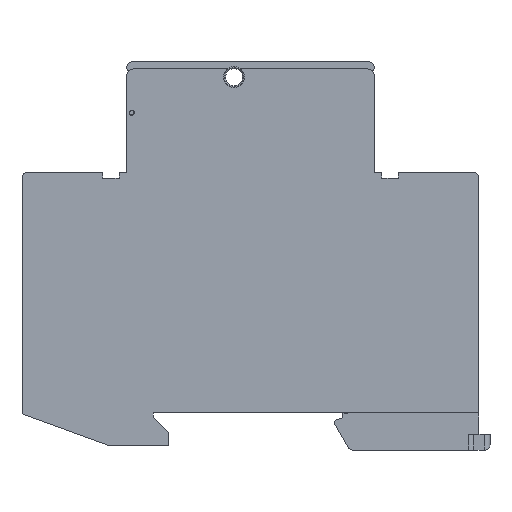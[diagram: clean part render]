
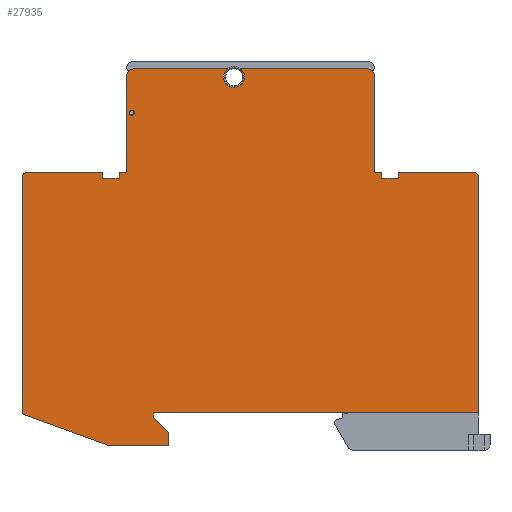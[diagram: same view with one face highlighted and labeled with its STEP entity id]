
A CAD part, left-side view. The second image highlights one B-rep face of the part: STEP entity #27935.
In plain terms, the highlighted planar face has unit normal (-1, 0, 0).
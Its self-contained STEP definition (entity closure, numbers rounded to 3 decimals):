
#172=DIRECTION('',(0.,-1.,0.));
#173=VECTOR('',#172,16.985);
#174=CARTESIAN_POINT('',(0.,3.4,62.8));
#175=LINE('',#174,#173);
#180=DIRECTION('',(0.,-1.,0.));
#181=VECTOR('',#180,22.985);
#182=CARTESIAN_POINT('',(0.,-15.815,62.8));
#183=LINE('',#182,#181);
#187=DIRECTION('',(0.,-0.94,-0.342));
#188=VECTOR('',#187,0.843);
#189=CARTESIAN_POINT('',(0.,-38.8,62.8));
#190=LINE('',#189,#188);
#194=CARTESIAN_POINT('',(0.,-39.25,61.572));
#195=DIRECTION('',(-1.,0.,0.));
#196=DIRECTION('',(0.,-1.,0.));
#197=AXIS2_PLACEMENT_3D('',#194,#195,#196);
#202=DIRECTION('',(0.,0.,-1.));
#203=VECTOR('',#202,17.772);
#204=CARTESIAN_POINT('',(0.,-40.25,61.572));
#205=LINE('',#204,#203);
#209=DIRECTION('',(0.,-1.,0.));
#210=VECTOR('',#209,1.4);
#211=CARTESIAN_POINT('',(0.,-40.25,43.8));
#212=LINE('',#211,#210);
#216=DIRECTION('',(0.,0.,-1.));
#217=VECTOR('',#216,1.);
#218=CARTESIAN_POINT('',(0.,-41.65,43.8));
#219=LINE('',#218,#217);
#223=DIRECTION('',(0.,1.,0.));
#224=VECTOR('',#223,3.);
#225=CARTESIAN_POINT('',(0.,-44.65,42.8));
#226=LINE('',#225,#224);
#230=DIRECTION('',(0.,0.,1.));
#231=VECTOR('',#230,1.);
#232=CARTESIAN_POINT('',(0.,-44.65,42.8));
#233=LINE('',#232,#231);
#237=DIRECTION('',(0.,-1.,0.));
#238=VECTOR('',#237,13.7);
#239=CARTESIAN_POINT('',(0.,-44.65,43.8));
#240=LINE('',#239,#238);
#244=DIRECTION('',(0.,0.,-1.));
#245=VECTOR('',#244,42.8);
#246=CARTESIAN_POINT('',(0.,-59.35,42.8));
#247=LINE('',#246,#245);
#251=DIRECTION('',(0.,1.,0.));
#252=VECTOR('',#251,59.35);
#253=CARTESIAN_POINT('',(0.,-59.35,0.));
#254=LINE('',#253,#252);
#258=DIRECTION('',(0.,0.,1.));
#259=VECTOR('',#258,0.8);
#260=CARTESIAN_POINT('',(0.,0.,-0.8));
#261=LINE('',#260,#259);
#265=DIRECTION('',(0.,0.707,0.707));
#266=VECTOR('',#265,3.96);
#267=CARTESIAN_POINT('',(0.,-2.8,-3.6));
#268=LINE('',#267,#266);
#272=DIRECTION('',(0.,0.,1.));
#273=VECTOR('',#272,2.4);
#274=CARTESIAN_POINT('',(0.,-2.8,-6.));
#275=LINE('',#274,#273);
#279=DIRECTION('',(0.,-1.,0.));
#280=VECTOR('',#279,10.815);
#281=CARTESIAN_POINT('',(0.,8.015,-6.));
#282=LINE('',#281,#280);
#286=DIRECTION('',(0.,-0.94,-0.342));
#287=VECTOR('',#286,16.958);
#288=CARTESIAN_POINT('',(0.,23.95,-0.2));
#289=LINE('',#288,#287);
#293=DIRECTION('',(0.,0.,1.));
#294=VECTOR('',#293,43.);
#295=CARTESIAN_POINT('',(0.,23.95,-0.2));
#296=LINE('',#295,#294);
#300=DIRECTION('',(0.,-1.,0.));
#301=VECTOR('',#300,13.7);
#302=CARTESIAN_POINT('',(0.,22.95,43.8));
#303=LINE('',#302,#301);
#307=DIRECTION('',(0.,0.,-1.));
#308=VECTOR('',#307,1.);
#309=CARTESIAN_POINT('',(0.,9.25,43.8));
#310=LINE('',#309,#308);
#314=DIRECTION('',(0.,1.,0.));
#315=VECTOR('',#314,3.);
#316=CARTESIAN_POINT('',(0.,6.25,42.8));
#317=LINE('',#316,#315);
#321=DIRECTION('',(0.,0.,1.));
#322=VECTOR('',#321,1.);
#323=CARTESIAN_POINT('',(0.,6.25,42.8));
#324=LINE('',#323,#322);
#328=DIRECTION('',(0.,-1.,0.));
#329=VECTOR('',#328,1.4);
#330=CARTESIAN_POINT('',(0.,6.25,43.8));
#331=LINE('',#330,#329);
#335=DIRECTION('',(0.,0.,1.));
#336=VECTOR('',#335,17.772);
#337=CARTESIAN_POINT('',(0.,4.85,43.8));
#338=LINE('',#337,#336);
#342=CARTESIAN_POINT('',(0.,3.85,61.572));
#343=DIRECTION('',(-1.,0.,0.));
#344=DIRECTION('',(0.,0.342,0.94));
#345=AXIS2_PLACEMENT_3D('',#342,#343,#344);
#350=DIRECTION('',(0.,-0.94,0.342));
#351=VECTOR('',#350,0.843);
#352=CARTESIAN_POINT('',(0.,4.192,62.512));
#353=LINE('',#352,#351);
#357=CARTESIAN_POINT('',(0.,3.95,54.7));
#358=DIRECTION('',(1.,0.,0.));
#359=DIRECTION('',(0.,1.,0.));
#360=AXIS2_PLACEMENT_3D('',#357,#358,#359);
#365=CARTESIAN_POINT('',(0.,3.95,54.7));
#366=DIRECTION('',(1.,0.,0.));
#367=DIRECTION('',(0.,-1.,0.));
#368=AXIS2_PLACEMENT_3D('',#365,#366,#367);
#637=CARTESIAN_POINT('',(0.,22.95,42.8));
#638=DIRECTION('',(-1.,0.,0.));
#639=DIRECTION('',(0.,0.,1.));
#640=AXIS2_PLACEMENT_3D('',#637,#638,#639);
#1115=CARTESIAN_POINT('',(0.,-58.35,42.8));
#1116=DIRECTION('',(-1.,0.,0.));
#1117=DIRECTION('',(0.,-1.,0.));
#1118=AXIS2_PLACEMENT_3D('',#1115,#1116,#1117);
#3675=CARTESIAN_POINT('',(0.,-14.7,61.2));
#3676=DIRECTION('',(1.,0.,0.));
#3677=DIRECTION('',(0.,-0.572,0.821));
#3678=AXIS2_PLACEMENT_3D('',#3675,#3676,#3677);
#24388=CARTESIAN_POINT('',(0.,-40.25,43.8));
#24389=CARTESIAN_POINT('',(0.,-41.65,43.8));
#24390=VERTEX_POINT('',#24388);
#24391=VERTEX_POINT('',#24389);
#24392=CARTESIAN_POINT('',(0.,6.25,43.8));
#24393=CARTESIAN_POINT('',(0.,4.85,43.8));
#24394=VERTEX_POINT('',#24392);
#24395=VERTEX_POINT('',#24393);
#24396=CARTESIAN_POINT('',(0.,22.95,43.8));
#24397=CARTESIAN_POINT('',(0.,23.95,42.8));
#24398=VERTEX_POINT('',#24396);
#24399=VERTEX_POINT('',#24397);
#24400=CARTESIAN_POINT('',(0.,9.25,43.8));
#24401=VERTEX_POINT('',#24400);
#24402=CARTESIAN_POINT('',(0.,-59.35,42.8));
#24403=CARTESIAN_POINT('',(0.,-58.35,43.8));
#24404=VERTEX_POINT('',#24402);
#24405=VERTEX_POINT('',#24403);
#24406=CARTESIAN_POINT('',(0.,-44.65,43.8));
#24407=VERTEX_POINT('',#24406);
#24418=CARTESIAN_POINT('',(0.,-2.8,-6.));
#24419=CARTESIAN_POINT('',(0.,-2.8,-3.6));
#24420=VERTEX_POINT('',#24418);
#24421=VERTEX_POINT('',#24419);
#24422=CARTESIAN_POINT('',(0.,0.,-0.8));
#24423=VERTEX_POINT('',#24422);
#24424=CARTESIAN_POINT('',(0.,23.95,-0.2));
#24425=CARTESIAN_POINT('',(0.,8.015,-6.));
#24426=VERTEX_POINT('',#24424);
#24427=VERTEX_POINT('',#24425);
#24432=CARTESIAN_POINT('',(0.,0.,0.));
#24433=VERTEX_POINT('',#24432);
#24450=CARTESIAN_POINT('',(0.,4.4,54.7));
#24451=CARTESIAN_POINT('',(0.,3.5,54.7));
#24452=VERTEX_POINT('',#24450);
#24453=VERTEX_POINT('',#24451);
#24486=CARTESIAN_POINT('',(0.,-38.8,62.8));
#24487=CARTESIAN_POINT('',(0.,-39.592,62.512));
#24488=VERTEX_POINT('',#24486);
#24489=VERTEX_POINT('',#24487);
#24490=CARTESIAN_POINT('',(0.,-40.25,61.572));
#24491=VERTEX_POINT('',#24490);
#24492=CARTESIAN_POINT('',(0.,4.192,62.512));
#24493=CARTESIAN_POINT('',(0.,4.85,61.572));
#24494=VERTEX_POINT('',#24492);
#24495=VERTEX_POINT('',#24493);
#24496=CARTESIAN_POINT('',(0.,3.4,62.8));
#24497=VERTEX_POINT('',#24496);
#24589=CARTESIAN_POINT('',(0.,-15.815,62.8));
#24590=CARTESIAN_POINT('',(0.,-13.585,62.8));
#24591=VERTEX_POINT('',#24589);
#24592=VERTEX_POINT('',#24590);
#24598=CARTESIAN_POINT('',(0.,-59.35,0.));
#24600=VERTEX_POINT('',#24598);
#24737=CARTESIAN_POINT('',(0.,9.25,42.8));
#24738=VERTEX_POINT('',#24737);
#24739=CARTESIAN_POINT('',(0.,6.25,42.8));
#24740=VERTEX_POINT('',#24739);
#24741=CARTESIAN_POINT('',(0.,-41.65,42.8));
#24742=VERTEX_POINT('',#24741);
#24743=CARTESIAN_POINT('',(0.,-44.65,42.8));
#24744=VERTEX_POINT('',#24743);
#27864=CARTESIAN_POINT('',(0.,-17.7,0.));
#27865=DIRECTION('',(1.,0.,0.));
#27866=DIRECTION('',(0.,1.,0.));
#27867=AXIS2_PLACEMENT_3D('',#27864,#27865,#27866);
#27868=PLANE('',#27867);
#27870=ORIENTED_EDGE('',*,*,#27869,.T.);
#27872=ORIENTED_EDGE('',*,*,#27871,.F.);
#27874=ORIENTED_EDGE('',*,*,#27873,.T.);
#27876=ORIENTED_EDGE('',*,*,#27875,.T.);
#27878=ORIENTED_EDGE('',*,*,#27877,.F.);
#27880=ORIENTED_EDGE('',*,*,#27879,.T.);
#27882=ORIENTED_EDGE('',*,*,#27881,.T.);
#27884=ORIENTED_EDGE('',*,*,#27883,.T.);
#27886=ORIENTED_EDGE('',*,*,#27885,.F.);
#27888=ORIENTED_EDGE('',*,*,#27887,.T.);
#27890=ORIENTED_EDGE('',*,*,#27889,.T.);
#27892=ORIENTED_EDGE('',*,*,#27891,.F.);
#27894=ORIENTED_EDGE('',*,*,#27893,.T.);
#27896=ORIENTED_EDGE('',*,*,#27895,.T.);
#27898=ORIENTED_EDGE('',*,*,#27897,.F.);
#27900=ORIENTED_EDGE('',*,*,#27899,.F.);
#27902=ORIENTED_EDGE('',*,*,#27901,.F.);
#27904=ORIENTED_EDGE('',*,*,#27903,.F.);
#27906=ORIENTED_EDGE('',*,*,#27905,.F.);
#27908=ORIENTED_EDGE('',*,*,#27907,.T.);
#27910=ORIENTED_EDGE('',*,*,#27909,.F.);
#27912=ORIENTED_EDGE('',*,*,#27911,.T.);
#27914=ORIENTED_EDGE('',*,*,#27913,.T.);
#27916=ORIENTED_EDGE('',*,*,#27915,.F.);
#27918=ORIENTED_EDGE('',*,*,#27917,.T.);
#27920=ORIENTED_EDGE('',*,*,#27919,.T.);
#27922=ORIENTED_EDGE('',*,*,#27921,.T.);
#27924=ORIENTED_EDGE('',*,*,#27923,.F.);
#27926=ORIENTED_EDGE('',*,*,#27925,.T.);
#27927=EDGE_LOOP('',(#27870,#27872,#27874,#27876,#27878,#27880,#27882,#27884,
#27886,#27888,#27890,#27892,#27894,#27896,#27898,#27900,#27902,#27904,#27906,
#27908,#27910,#27912,#27914,#27916,#27918,#27920,#27922,#27924,#27926));
#27928=FACE_OUTER_BOUND('',#27927,.F.);
#27930=ORIENTED_EDGE('',*,*,#27929,.F.);
#27932=ORIENTED_EDGE('',*,*,#27931,.F.);
#27933=EDGE_LOOP('',(#27930,#27932));
#27934=FACE_BOUND('',#27933,.F.);
#198=CIRCLE('',#197,1.);
#346=CIRCLE('',#345,1.);
#361=CIRCLE('',#360,0.45);
#369=CIRCLE('',#368,0.45);
#641=CIRCLE('',#640,1.);
#1119=CIRCLE('',#1118,1.);
#3679=CIRCLE('',#3678,1.95);
#27869=EDGE_CURVE('',#24497,#24592,#175,.T.);
#27871=EDGE_CURVE('',#24591,#24592,#3679,.T.);
#27873=EDGE_CURVE('',#24591,#24488,#183,.T.);
#27875=EDGE_CURVE('',#24488,#24489,#190,.T.);
#27877=EDGE_CURVE('',#24491,#24489,#198,.T.);
#27879=EDGE_CURVE('',#24491,#24390,#205,.T.);
#27881=EDGE_CURVE('',#24390,#24391,#212,.T.);
#27883=EDGE_CURVE('',#24391,#24742,#219,.T.);
#27885=EDGE_CURVE('',#24744,#24742,#226,.T.);
#27887=EDGE_CURVE('',#24744,#24407,#233,.T.);
#27889=EDGE_CURVE('',#24407,#24405,#240,.T.);
#27891=EDGE_CURVE('',#24404,#24405,#1119,.T.);
#27893=EDGE_CURVE('',#24404,#24600,#247,.T.);
#27895=EDGE_CURVE('',#24600,#24433,#254,.T.);
#27897=EDGE_CURVE('',#24423,#24433,#261,.T.);
#27899=EDGE_CURVE('',#24421,#24423,#268,.T.);
#27901=EDGE_CURVE('',#24420,#24421,#275,.T.);
#27903=EDGE_CURVE('',#24427,#24420,#282,.T.);
#27905=EDGE_CURVE('',#24426,#24427,#289,.T.);
#27907=EDGE_CURVE('',#24426,#24399,#296,.T.);
#27909=EDGE_CURVE('',#24398,#24399,#641,.T.);
#27911=EDGE_CURVE('',#24398,#24401,#303,.T.);
#27913=EDGE_CURVE('',#24401,#24738,#310,.T.);
#27915=EDGE_CURVE('',#24740,#24738,#317,.T.);
#27917=EDGE_CURVE('',#24740,#24394,#324,.T.);
#27919=EDGE_CURVE('',#24394,#24395,#331,.T.);
#27921=EDGE_CURVE('',#24395,#24495,#338,.T.);
#27923=EDGE_CURVE('',#24494,#24495,#346,.T.);
#27925=EDGE_CURVE('',#24494,#24497,#353,.T.);
#27929=EDGE_CURVE('',#24452,#24453,#361,.T.);
#27931=EDGE_CURVE('',#24453,#24452,#369,.T.);
#27935=ADVANCED_FACE('',(#27928,#27934),#27868,.F.);
